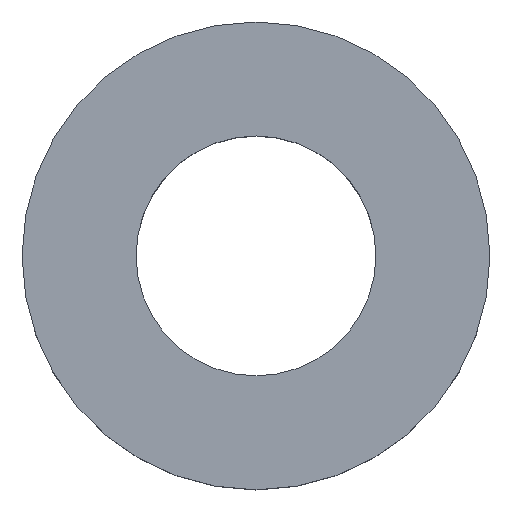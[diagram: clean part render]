
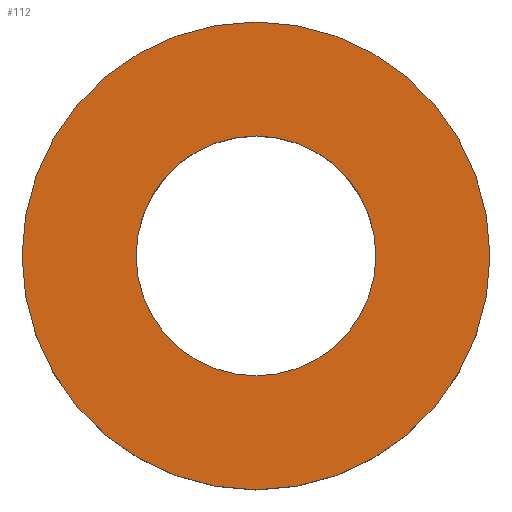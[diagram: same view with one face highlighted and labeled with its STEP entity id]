
A CAD part, top view. The second image highlights one B-rep face of the part: STEP entity #112.
In plain terms, the highlighted planar face has unit normal (0, 0, 1).
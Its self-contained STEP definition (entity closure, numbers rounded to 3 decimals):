
#7 = EDGE_CURVE ( 'NONE', #278, #289, #363, .T. ) ;
#12 = DIRECTION ( 'NONE',  ( 0., 0., 1. ) ) ;
#21 = ORIENTED_EDGE ( 'NONE', *, *, #121, .F. ) ;
#26 = FACE_OUTER_BOUND ( 'NONE', #153, .T. ) ;
#43 = VERTEX_POINT ( 'NONE', #308 ) ;
#59 = DIRECTION ( 'NONE',  ( 0., 0., 1. ) ) ;
#78 = CIRCLE ( 'NONE', #294, 4.875 ) ;
#94 = CIRCLE ( 'NONE', #139, 4.875 ) ;
#98 = ORIENTED_EDGE ( 'NONE', *, *, #210, .T. ) ;
#112 = ADVANCED_FACE ( 'NONE', ( #181, #26 ), #176, .T. ) ;
#113 = DIRECTION ( 'NONE',  ( 0., 0., 1. ) ) ;
#120 = DIRECTION ( 'NONE',  ( 0., 0., 1. ) ) ;
#121 = EDGE_CURVE ( 'NONE', #289, #278, #380, .T. ) ;
#139 = AXIS2_PLACEMENT_3D ( 'NONE', #167, #12, #262 ) ;
#144 = CARTESIAN_POINT ( 'NONE',  ( 0., 0., 4. ) ) ;
#153 = EDGE_LOOP ( 'NONE', ( #98, #164 ) ) ;
#164 = ORIENTED_EDGE ( 'NONE', *, *, #304, .T. ) ;
#167 = CARTESIAN_POINT ( 'NONE',  ( 0., 0., 4. ) ) ;
#176 = PLANE ( 'NONE',  #354 ) ;
#181 = FACE_BOUND ( 'NONE', #344, .T. ) ;
#192 = DIRECTION ( 'NONE',  ( 0., 0., 1. ) ) ;
#210 = EDGE_CURVE ( 'NONE', #43, #374, #78, .T. ) ;
#224 = ORIENTED_EDGE ( 'NONE', *, *, #7, .F. ) ;
#226 = CARTESIAN_POINT ( 'NONE',  ( 2.5, 0., 4. ) ) ;
#228 = AXIS2_PLACEMENT_3D ( 'NONE', #295, #113, #270 ) ;
#262 = DIRECTION ( 'NONE',  ( 1., 0., 0. ) ) ;
#270 = DIRECTION ( 'NONE',  ( 1., 0., 0. ) ) ;
#271 = DIRECTION ( 'NONE',  ( 1., 0., 0. ) ) ;
#278 = VERTEX_POINT ( 'NONE', #321 ) ;
#281 = CARTESIAN_POINT ( 'NONE',  ( -4.875, 0., 4. ) ) ;
#282 = AXIS2_PLACEMENT_3D ( 'NONE', #144, #59, #271 ) ;
#289 = VERTEX_POINT ( 'NONE', #226 ) ;
#291 = CARTESIAN_POINT ( 'NONE',  ( 0., 0., 4. ) ) ;
#294 = AXIS2_PLACEMENT_3D ( 'NONE', #291, #192, #376 ) ;
#295 = CARTESIAN_POINT ( 'NONE',  ( 0., 0., 4. ) ) ;
#298 = CARTESIAN_POINT ( 'NONE',  ( 0., 0., 4. ) ) ;
#304 = EDGE_CURVE ( 'NONE', #374, #43, #94, .T. ) ;
#308 = CARTESIAN_POINT ( 'NONE',  ( 4.875, 0., 4. ) ) ;
#321 = CARTESIAN_POINT ( 'NONE',  ( -2.5, 0., 4. ) ) ;
#344 = EDGE_LOOP ( 'NONE', ( #21, #224 ) ) ;
#354 = AXIS2_PLACEMENT_3D ( 'NONE', #298, #120, #358 ) ;
#358 = DIRECTION ( 'NONE',  ( 1., 0., 0. ) ) ;
#363 = CIRCLE ( 'NONE', #228, 2.5 ) ;
#374 = VERTEX_POINT ( 'NONE', #281 ) ;
#376 = DIRECTION ( 'NONE',  ( 1., 0., 0. ) ) ;
#380 = CIRCLE ( 'NONE', #282, 2.5 ) ;
